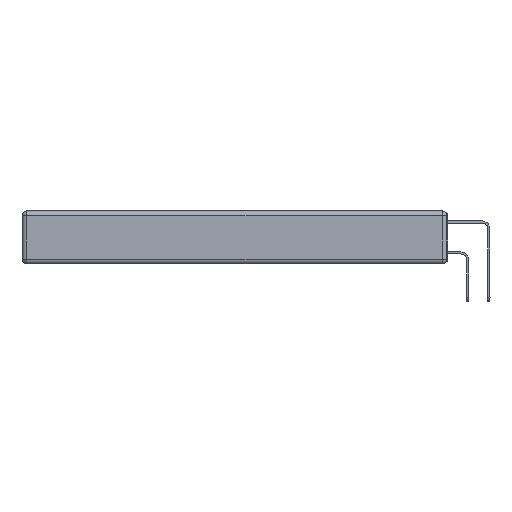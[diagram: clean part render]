
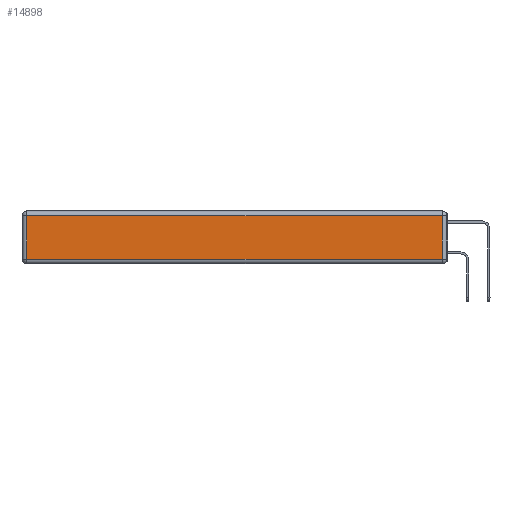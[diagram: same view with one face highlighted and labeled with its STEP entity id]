
A CAD part, left-side view. The second image highlights one B-rep face of the part: STEP entity #14898.
In plain terms, the highlighted planar face has unit normal (-1, 0, 0).
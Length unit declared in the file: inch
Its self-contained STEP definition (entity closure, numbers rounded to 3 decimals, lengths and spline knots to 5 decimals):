
#294 = EDGE_CURVE ( 'NONE', #10868, #25633, #17845, .T. ) ;
#318 = ORIENTED_EDGE ( 'NONE', *, *, #294, .T. ) ;
#612 = CARTESIAN_POINT ( 'NONE',  ( 0., 0.03, -0.03 ) ) ;
#1659 = LINE ( 'NONE', #19983, #19217 ) ;
#1778 = VECTOR ( 'NONE', #23938, 39.37008 ) ;
#3159 = CARTESIAN_POINT ( 'NONE',  ( 0., 0.03, -0.313 ) ) ;
#3191 = DIRECTION ( 'NONE',  ( -1., 0., 0. ) ) ;
#3655 = CARTESIAN_POINT ( 'NONE',  ( 0., 2.72, -0.03 ) ) ;
#5195 = LINE ( 'NONE', #7262, #12199 ) ;
#5879 = ORIENTED_EDGE ( 'NONE', *, *, #20415, .T. ) ;
#6606 = ORIENTED_EDGE ( 'NONE', *, *, #19351, .T. ) ;
#7262 = CARTESIAN_POINT ( 'NONE',  ( 0., 2.72, -0.343 ) ) ;
#7540 = DIRECTION ( 'NONE',  ( 0., 1., 0. ) ) ;
#7555 = DIRECTION ( 'NONE',  ( 0., 0., 1. ) ) ;
#8125 = AXIS2_PLACEMENT_3D ( 'NONE', #19583, #3191, #7555 ) ;
#9520 = EDGE_CURVE ( 'NONE', #25633, #22332, #9687, .T. ) ;
#9526 = DIRECTION ( 'NONE',  ( 0., -1., 0. ) ) ;
#9687 = LINE ( 'NONE', #24214, #1778 ) ;
#9801 = DIRECTION ( 'NONE',  ( 0., 0., -1. ) ) ;
#10868 = VERTEX_POINT ( 'NONE', #15052 ) ;
#11232 = FACE_OUTER_BOUND ( 'NONE', #19811, .T. ) ;
#12199 = VECTOR ( 'NONE', #9801, 39.37008 ) ;
#14898 = ADVANCED_FACE ( 'NONE', ( #11232 ), #15601, .T. ) ;
#15052 = CARTESIAN_POINT ( 'NONE',  ( 0., 2.72, -0.313 ) ) ;
#15320 = VERTEX_POINT ( 'NONE', #3655 ) ;
#15601 = PLANE ( 'NONE',  #8125 ) ;
#16107 = VECTOR ( 'NONE', #9526, 39.37008 ) ;
#17845 = LINE ( 'NONE', #26485, #16107 ) ;
#19217 = VECTOR ( 'NONE', #7540, 39.37008 ) ;
#19351 = EDGE_CURVE ( 'NONE', #22332, #15320, #1659, .T. ) ;
#19583 = CARTESIAN_POINT ( 'NONE',  ( 0., 0., -0.343 ) ) ;
#19811 = EDGE_LOOP ( 'NONE', ( #318, #21155, #6606, #5879 ) ) ;
#19983 = CARTESIAN_POINT ( 'NONE',  ( 0., 2.75, -0.03 ) ) ;
#20415 = EDGE_CURVE ( 'NONE', #15320, #10868, #5195, .T. ) ;
#21155 = ORIENTED_EDGE ( 'NONE', *, *, #9520, .T. ) ;
#22332 = VERTEX_POINT ( 'NONE', #612 ) ;
#23938 = DIRECTION ( 'NONE',  ( 0., 0., 1. ) ) ;
#24214 = CARTESIAN_POINT ( 'NONE',  ( 0., 0.03, -0.343 ) ) ;
#25633 = VERTEX_POINT ( 'NONE', #3159 ) ;
#26485 = CARTESIAN_POINT ( 'NONE',  ( 0., 0., -0.313 ) ) ;
